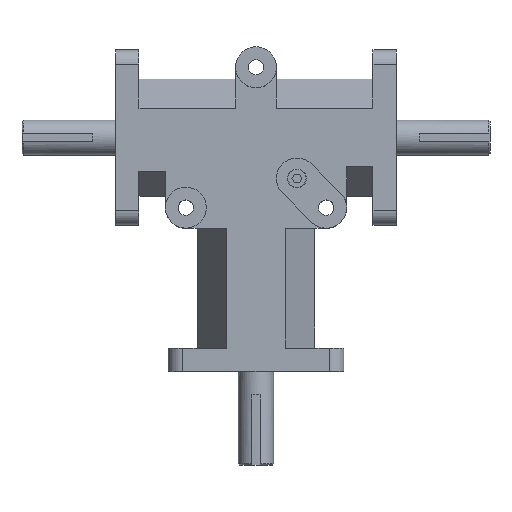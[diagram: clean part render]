
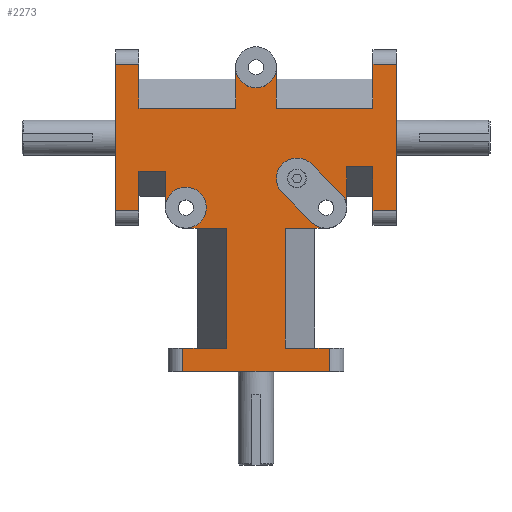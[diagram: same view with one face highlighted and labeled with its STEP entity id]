
A CAD part, top view. The second image highlights one B-rep face of the part: STEP entity #2273.
In plain terms, the highlighted planar face has unit normal (0, 0, 1).
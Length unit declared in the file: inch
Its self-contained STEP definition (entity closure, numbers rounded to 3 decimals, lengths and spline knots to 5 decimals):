
#77=LINE('',#3382,#299);
#78=LINE('',#3390,#300);
#79=LINE('',#3392,#301);
#80=LINE('',#3394,#302);
#81=LINE('',#3396,#303);
#82=LINE('',#3400,#304);
#83=LINE('',#3402,#305);
#84=LINE('',#3404,#306);
#85=LINE('',#3406,#307);
#86=LINE('',#3408,#308);
#87=LINE('',#3409,#309);
#88=LINE('',#3411,#310);
#89=LINE('',#3413,#311);
#90=LINE('',#3417,#312);
#91=LINE('',#3419,#313);
#92=LINE('',#3421,#314);
#93=LINE('',#3423,#315);
#94=LINE('',#3425,#316);
#95=LINE('',#3427,#317);
#96=LINE('',#3429,#318);
#97=LINE('',#3431,#319);
#98=LINE('',#3433,#320);
#99=LINE('',#3437,#321);
#100=LINE('',#3441,#322);
#101=LINE('',#3445,#323);
#102=LINE('',#3447,#324);
#103=LINE('',#3449,#325);
#104=LINE('',#3451,#326);
#105=LINE('',#3452,#327);
#299=VECTOR('',#2685,1.);
#300=VECTOR('',#2692,1.);
#301=VECTOR('',#2693,1.);
#302=VECTOR('',#2694,1.);
#303=VECTOR('',#2695,1.);
#304=VECTOR('',#2698,1.);
#305=VECTOR('',#2699,1.);
#306=VECTOR('',#2700,1.);
#307=VECTOR('',#2701,1.);
#308=VECTOR('',#2702,1.);
#309=VECTOR('',#2703,1.);
#310=VECTOR('',#2704,1.);
#311=VECTOR('',#2705,1.);
#312=VECTOR('',#2708,1.);
#313=VECTOR('',#2709,1.);
#314=VECTOR('',#2710,1.);
#315=VECTOR('',#2711,1.);
#316=VECTOR('',#2712,1.);
#317=VECTOR('',#2713,1.);
#318=VECTOR('',#2714,1.);
#319=VECTOR('',#2715,1.);
#320=VECTOR('',#2716,1.);
#321=VECTOR('',#2719,1.);
#322=VECTOR('',#2722,1.);
#323=VECTOR('',#2725,1.);
#324=VECTOR('',#2726,1.);
#325=VECTOR('',#2727,1.);
#326=VECTOR('',#2728,1.);
#327=VECTOR('',#2729,1.);
#561=FACE_OUTER_BOUND('',#698,.T.);
#698=EDGE_LOOP('',(#1542,#1543,#1544,#1545,#1546,#1547,#1548,#1549,#1550,
#1551,#1552,#1553,#1554,#1555,#1556,#1557,#1558,#1559,#1560,#1561,#1562,
#1563,#1564,#1565,#1566,#1567,#1568,#1569,#1570,#1571,#1572,#1573,#1574,
#1575));
#871=CIRCLE('',#2429,0.4375);
#872=CIRCLE('',#2430,0.4375);
#873=CIRCLE('',#2431,0.4375);
#874=CIRCLE('',#2432,0.4375);
#875=CIRCLE('',#2433,0.4375);
#978=VERTEX_POINT('',#3371);
#982=VERTEX_POINT('',#3380);
#985=VERTEX_POINT('',#3388);
#986=VERTEX_POINT('',#3389);
#987=VERTEX_POINT('',#3391);
#988=VERTEX_POINT('',#3393);
#989=VERTEX_POINT('',#3395);
#990=VERTEX_POINT('',#3397);
#991=VERTEX_POINT('',#3399);
#992=VERTEX_POINT('',#3401);
#993=VERTEX_POINT('',#3403);
#994=VERTEX_POINT('',#3405);
#995=VERTEX_POINT('',#3407);
#996=VERTEX_POINT('',#3410);
#997=VERTEX_POINT('',#3412);
#998=VERTEX_POINT('',#3414);
#999=VERTEX_POINT('',#3416);
#1000=VERTEX_POINT('',#3418);
#1001=VERTEX_POINT('',#3420);
#1002=VERTEX_POINT('',#3422);
#1003=VERTEX_POINT('',#3424);
#1004=VERTEX_POINT('',#3426);
#1005=VERTEX_POINT('',#3428);
#1006=VERTEX_POINT('',#3430);
#1007=VERTEX_POINT('',#3432);
#1008=VERTEX_POINT('',#3434);
#1009=VERTEX_POINT('',#3436);
#1010=VERTEX_POINT('',#3438);
#1011=VERTEX_POINT('',#3440);
#1012=VERTEX_POINT('',#3442);
#1013=VERTEX_POINT('',#3444);
#1014=VERTEX_POINT('',#3446);
#1015=VERTEX_POINT('',#3448);
#1016=VERTEX_POINT('',#3450);
#1204=EDGE_CURVE('',#982,#978,#77,.T.);
#1207=EDGE_CURVE('',#985,#986,#78,.T.);
#1208=EDGE_CURVE('',#987,#985,#79,.T.);
#1209=EDGE_CURVE('',#988,#987,#80,.T.);
#1210=EDGE_CURVE('',#989,#988,#81,.T.);
#1211=EDGE_CURVE('',#989,#990,#871,.T.);
#1212=EDGE_CURVE('',#991,#990,#82,.T.);
#1213=EDGE_CURVE('',#992,#991,#83,.T.);
#1214=EDGE_CURVE('',#993,#992,#84,.T.);
#1215=EDGE_CURVE('',#994,#993,#85,.T.);
#1216=EDGE_CURVE('',#995,#994,#86,.T.);
#1217=EDGE_CURVE('',#978,#995,#87,.T.);
#1218=EDGE_CURVE('',#996,#982,#88,.T.);
#1219=EDGE_CURVE('',#997,#996,#89,.T.);
#1220=EDGE_CURVE('',#997,#998,#872,.T.);
#1221=EDGE_CURVE('',#999,#998,#90,.T.);
#1222=EDGE_CURVE('',#1000,#999,#91,.T.);
#1223=EDGE_CURVE('',#1001,#1000,#92,.T.);
#1224=EDGE_CURVE('',#1002,#1001,#93,.T.);
#1225=EDGE_CURVE('',#1003,#1002,#94,.T.);
#1226=EDGE_CURVE('',#1004,#1003,#95,.T.);
#1227=EDGE_CURVE('',#1005,#1004,#96,.T.);
#1228=EDGE_CURVE('',#1006,#1005,#97,.T.);
#1229=EDGE_CURVE('',#1007,#1006,#98,.T.);
#1230=EDGE_CURVE('',#1007,#1008,#873,.T.);
#1231=EDGE_CURVE('',#1008,#1009,#99,.T.);
#1232=EDGE_CURVE('',#1009,#1010,#874,.T.);
#1233=EDGE_CURVE('',#1010,#1011,#100,.T.);
#1234=EDGE_CURVE('',#1011,#1012,#875,.T.);
#1235=EDGE_CURVE('',#1013,#1012,#101,.T.);
#1236=EDGE_CURVE('',#1014,#1013,#102,.T.);
#1237=EDGE_CURVE('',#1015,#1014,#103,.T.);
#1238=EDGE_CURVE('',#1016,#1015,#104,.T.);
#1239=EDGE_CURVE('',#986,#1016,#105,.T.);
#1542=ORIENTED_EDGE('',*,*,#1207,.F.);
#1543=ORIENTED_EDGE('',*,*,#1208,.F.);
#1544=ORIENTED_EDGE('',*,*,#1209,.F.);
#1545=ORIENTED_EDGE('',*,*,#1210,.F.);
#1546=ORIENTED_EDGE('',*,*,#1211,.T.);
#1547=ORIENTED_EDGE('',*,*,#1212,.F.);
#1548=ORIENTED_EDGE('',*,*,#1213,.F.);
#1549=ORIENTED_EDGE('',*,*,#1214,.F.);
#1550=ORIENTED_EDGE('',*,*,#1215,.F.);
#1551=ORIENTED_EDGE('',*,*,#1216,.F.);
#1552=ORIENTED_EDGE('',*,*,#1217,.F.);
#1553=ORIENTED_EDGE('',*,*,#1204,.F.);
#1554=ORIENTED_EDGE('',*,*,#1218,.F.);
#1555=ORIENTED_EDGE('',*,*,#1219,.F.);
#1556=ORIENTED_EDGE('',*,*,#1220,.T.);
#1557=ORIENTED_EDGE('',*,*,#1221,.F.);
#1558=ORIENTED_EDGE('',*,*,#1222,.F.);
#1559=ORIENTED_EDGE('',*,*,#1223,.F.);
#1560=ORIENTED_EDGE('',*,*,#1224,.F.);
#1561=ORIENTED_EDGE('',*,*,#1225,.F.);
#1562=ORIENTED_EDGE('',*,*,#1226,.F.);
#1563=ORIENTED_EDGE('',*,*,#1227,.F.);
#1564=ORIENTED_EDGE('',*,*,#1228,.F.);
#1565=ORIENTED_EDGE('',*,*,#1229,.F.);
#1566=ORIENTED_EDGE('',*,*,#1230,.T.);
#1567=ORIENTED_EDGE('',*,*,#1231,.T.);
#1568=ORIENTED_EDGE('',*,*,#1232,.T.);
#1569=ORIENTED_EDGE('',*,*,#1233,.T.);
#1570=ORIENTED_EDGE('',*,*,#1234,.T.);
#1571=ORIENTED_EDGE('',*,*,#1235,.F.);
#1572=ORIENTED_EDGE('',*,*,#1236,.F.);
#1573=ORIENTED_EDGE('',*,*,#1237,.F.);
#1574=ORIENTED_EDGE('',*,*,#1238,.F.);
#1575=ORIENTED_EDGE('',*,*,#1239,.F.);
#2192=PLANE('',#2428);
#2273=ADVANCED_FACE('',(#561),#2192,.T.);
#2428=AXIS2_PLACEMENT_3D('',#3387,#2690,#2691);
#2429=AXIS2_PLACEMENT_3D('',#3398,#2696,#2697);
#2430=AXIS2_PLACEMENT_3D('',#3415,#2706,#2707);
#2431=AXIS2_PLACEMENT_3D('',#3435,#2717,#2718);
#2432=AXIS2_PLACEMENT_3D('',#3439,#2720,#2721);
#2433=AXIS2_PLACEMENT_3D('',#3443,#2723,#2724);
#2685=DIRECTION('',(0.,-1.,0.));
#2690=DIRECTION('center_axis',(0.,0.,1.));
#2691=DIRECTION('ref_axis',(-1.,0.,0.));
#2692=DIRECTION('',(1.,0.,0.));
#2693=DIRECTION('',(0.,1.,0.));
#2694=DIRECTION('',(1.,0.,0.));
#2695=DIRECTION('',(0.,-1.,0.));
#2696=DIRECTION('center_axis',(0.,0.,-1.));
#2697=DIRECTION('ref_axis',(1.,0.,0.));
#2698=DIRECTION('',(0.,1.,0.));
#2699=DIRECTION('',(1.,0.,0.));
#2700=DIRECTION('',(0.,-1.,0.));
#2701=DIRECTION('',(1.,0.,0.));
#2702=DIRECTION('',(0.,1.,0.));
#2703=DIRECTION('',(-1.,0.,0.));
#2704=DIRECTION('',(-1.,0.,0.));
#2705=DIRECTION('',(0.,1.,0.));
#2706=DIRECTION('center_axis',(0.,0.,-1.));
#2707=DIRECTION('ref_axis',(1.,0.,0.));
#2708=DIRECTION('',(-1.,0.,0.));
#2709=DIRECTION('',(0.,1.,0.));
#2710=DIRECTION('',(1.,0.,0.));
#2711=DIRECTION('',(0.,1.,0.));
#2712=DIRECTION('',(-1.,0.,0.));
#2713=DIRECTION('',(0.,-1.,0.));
#2714=DIRECTION('',(1.,0.,0.));
#2715=DIRECTION('',(0.,-1.,0.));
#2716=DIRECTION('',(-1.,0.,0.));
#2717=DIRECTION('center_axis',(0.,0.,-1.));
#2718=DIRECTION('ref_axis',(1.,0.,0.));
#2719=DIRECTION('',(-0.707,0.707,0.));
#2720=DIRECTION('center_axis',(0.,0.,-1.));
#2721=DIRECTION('ref_axis',(1.,0.,0.));
#2722=DIRECTION('',(0.707,-0.707,0.));
#2723=DIRECTION('center_axis',(0.,0.,-1.));
#2724=DIRECTION('ref_axis',(1.,0.,0.));
#2725=DIRECTION('',(0.,-1.,0.));
#2726=DIRECTION('',(-1.,0.,0.));
#2727=DIRECTION('',(0.,1.,0.));
#2728=DIRECTION('',(-1.,0.,0.));
#2729=DIRECTION('',(0.,-1.,0.));
#3371=CARTESIAN_POINT('',(-2.5,3.435,1.4375));
#3380=CARTESIAN_POINT('',(-2.5,4.28262,1.4375));
#3382=CARTESIAN_POINT('',(-2.5,3.125,1.4375));
#3387=CARTESIAN_POINT('Origin',(0.,3.68595,
1.4375));
#3388=CARTESIAN_POINT('',(2.5,6.565,1.4375));
#3389=CARTESIAN_POINT('',(3.,6.565,1.4375));
#3390=CARTESIAN_POINT('',(1.5,6.565,1.4375));
#3391=CARTESIAN_POINT('',(2.5,5.625,1.4375));
#3392=CARTESIAN_POINT('',(2.5,6.25,1.4375));
#3393=CARTESIAN_POINT('',(0.4375,5.625,1.4375));
#3394=CARTESIAN_POINT('',(1.25,5.625,1.4375));
#3395=CARTESIAN_POINT('',(0.4375,6.5,1.4375));
#3396=CARTESIAN_POINT('',(0.4375,4.96798,1.4375));
#3397=CARTESIAN_POINT('',(-0.4375,6.5,1.4375));
#3398=CARTESIAN_POINT('Origin',(0.,6.5,1.4375));
#3399=CARTESIAN_POINT('',(-0.4375,5.625,1.4375));
#3400=CARTESIAN_POINT('',(-0.4375,6.5,1.4375));
#3401=CARTESIAN_POINT('',(-2.5,5.625,1.4375));
#3402=CARTESIAN_POINT('',(-0.21875,5.625,1.4375));
#3403=CARTESIAN_POINT('',(-2.5,6.565,1.4375));
#3404=CARTESIAN_POINT('',(-2.5,4.96798,1.4375));
#3405=CARTESIAN_POINT('',(-3.,6.565,1.4375));
#3406=CARTESIAN_POINT('',(-1.25,6.565,1.4375));
#3407=CARTESIAN_POINT('',(-3.,3.435,1.4375));
#3408=CARTESIAN_POINT('',(-3.,3.125,1.4375));
#3409=CARTESIAN_POINT('',(-1.5,3.435,1.4375));
#3410=CARTESIAN_POINT('',(-1.9375,4.28262,1.4375));
#3411=CARTESIAN_POINT('',(-0.625,4.28262,1.4375));
#3412=CARTESIAN_POINT('',(-1.9375,3.5,1.4375));
#3413=CARTESIAN_POINT('',(-1.9375,3.71798,1.4375));
#3414=CARTESIAN_POINT('',(-1.5,3.0625,1.4375));
#3415=CARTESIAN_POINT('Origin',(-1.5,3.5,1.4375));
#3416=CARTESIAN_POINT('',(-0.625,3.0625,1.4375));
#3417=CARTESIAN_POINT('',(-1.5,3.0625,1.4375));
#3418=CARTESIAN_POINT('',(-0.625,0.5,1.4375));
#3419=CARTESIAN_POINT('',(-0.625,3.37423,1.4375));
#3420=CARTESIAN_POINT('',(-1.565,0.5,1.4375));
#3421=CARTESIAN_POINT('',(-0.625,0.5,1.4375));
#3422=CARTESIAN_POINT('',(-1.565,0.,1.4375));
#3423=CARTESIAN_POINT('',(-1.565,2.09298,1.4375));
#3424=CARTESIAN_POINT('',(1.565,0.,1.4375));
#3425=CARTESIAN_POINT('',(1.875,0.,1.4375));
#3426=CARTESIAN_POINT('',(1.565,0.5,1.4375));
#3427=CARTESIAN_POINT('',(1.565,1.84298,1.4375));
#3428=CARTESIAN_POINT('',(0.625,0.5,1.4375));
#3429=CARTESIAN_POINT('',(1.875,0.5,1.4375));
#3430=CARTESIAN_POINT('',(0.625,3.0625,1.4375));
#3431=CARTESIAN_POINT('',(0.625,2.09298,1.4375));
#3432=CARTESIAN_POINT('',(1.5,3.0625,1.4375));
#3433=CARTESIAN_POINT('',(0.625,3.0625,1.4375));
#3434=CARTESIAN_POINT('',(1.19064,3.19064,1.4375));
#3435=CARTESIAN_POINT('Origin',(1.5,3.5,1.4375));
#3436=CARTESIAN_POINT('',(0.56564,3.81564,1.4375));
#3437=CARTESIAN_POINT('',(0.76915,3.61213,1.4375));
#3438=CARTESIAN_POINT('',(1.18436,4.43436,1.4375));
#3439=CARTESIAN_POINT('Origin',(0.875,4.125,1.4375));
#3440=CARTESIAN_POINT('',(1.80936,3.80936,1.4375));
#3441=CARTESIAN_POINT('',(1.07537,4.54335,1.4375));
#3442=CARTESIAN_POINT('',(1.9375,3.5,1.4375));
#3443=CARTESIAN_POINT('Origin',(1.5,3.5,1.4375));
#3444=CARTESIAN_POINT('',(1.9375,4.375,1.4375));
#3445=CARTESIAN_POINT('',(1.9375,3.5,1.4375));
#3446=CARTESIAN_POINT('',(2.5,4.375,1.4375));
#3447=CARTESIAN_POINT('',(0.96875,4.375,1.4375));
#3448=CARTESIAN_POINT('',(2.5,3.435,1.4375));
#3449=CARTESIAN_POINT('',(2.5,3.71798,1.4375));
#3450=CARTESIAN_POINT('',(3.,3.435,1.4375));
#3451=CARTESIAN_POINT('',(1.25,3.435,1.4375));
#3452=CARTESIAN_POINT('',(3.,3.125,1.4375));
